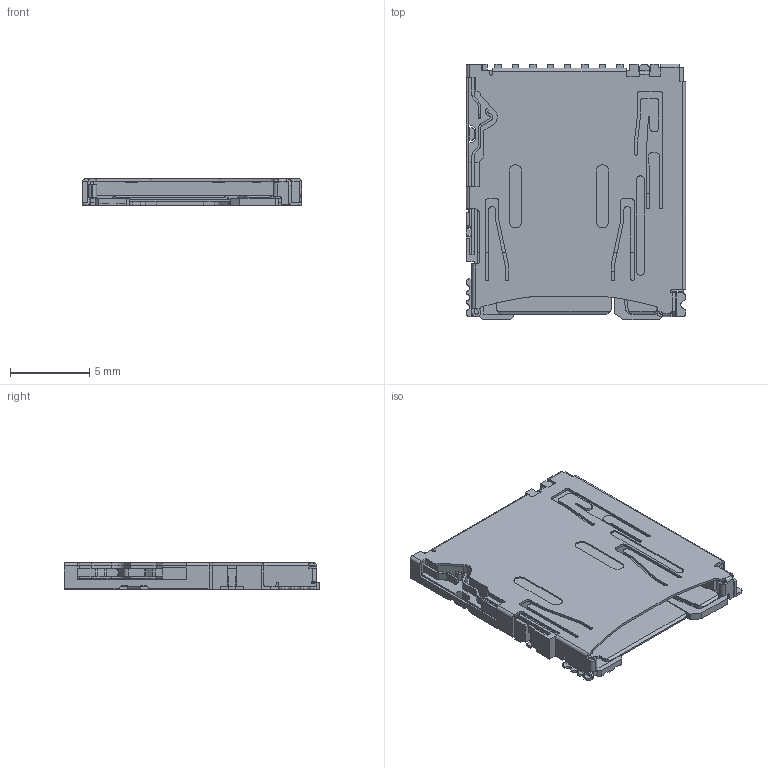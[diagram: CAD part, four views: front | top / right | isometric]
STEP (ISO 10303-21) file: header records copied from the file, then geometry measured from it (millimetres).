
FILE_DESCRIPTION(('FreeCAD Model'),'2;1');
FILE_NAME('MICRO_SD_HC_DM3AT.step', '2020-04-13T19:49:45',(''),(''),'Open CASCADE STEP processor 7.3', 'FreeCAD','Unknown');
FILE_SCHEMA(('AUTOMOTIVE_DESIGN { 1 0 10303 214 1 1 1 1 }'));
Length unit declared in the file: millimetre
Products named in the file (12): DM3AT-SF-PEJM5; DM3AT-SF-PEJM014; DM3AT-SF-PEJM016; DM3AT-SF-PEJM009; DM3AT-SF-PEJM011; DM3AT-SF-PEJM015; DM3AT-SF-PEJM008; DM3AT-SF-PEJM012; DM3AT-SF-PEJM013; DM3AT-SF-PEJM010; DM3AT-SF-PEJM007; DM3AT-SF-PEJM006
Bounding box: 13.85 x 16.15 x 1.68 mm (x, y, z)
Volume: 231.1 mm3; surface area: 1129.5 mm2
Topology: 12 solids, 12 shells, 796 faces, 2258 edges, 1504 vertices
Faces by surface type: plane 555, cylinder 241
Entity records: 29293 total; most frequent: CARTESIAN_POINT 6622, ORIENTED_EDGE 4516, DIRECTION 3656, EDGE_CURVE 2258, LINE 1600, VECTOR 1600, VERTEX_POINT 1504, AXIS2_PLACEMENT_3D 1028
